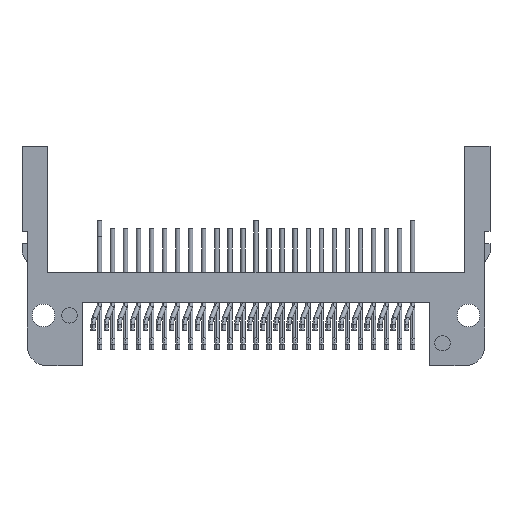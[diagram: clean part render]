
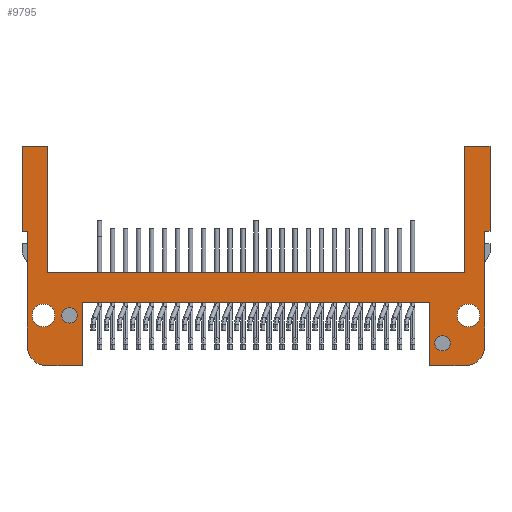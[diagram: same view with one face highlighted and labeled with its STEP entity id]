
A CAD part, front view. The second image highlights one B-rep face of the part: STEP entity #9795.
In plain terms, the highlighted planar face has unit normal (0, -1, 0).
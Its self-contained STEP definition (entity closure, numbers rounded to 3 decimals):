
#72=DIRECTION('',(0.,0.,-1.));
#73=VECTOR('',#72,6.198);
#74=CARTESIAN_POINT('',(-16.891,-2.502,-2.896));
#75=LINE('',#74,#73);
#76=DIRECTION('',(-1.,0.,0.));
#77=VECTOR('',#76,3.48);
#78=CARTESIAN_POINT('',(-16.891,-2.502,-9.093));
#79=LINE('',#78,#77);
#80=CARTESIAN_POINT('',(-20.371,-2.502,-7.188));
#81=DIRECTION('',(0.,1.,0.));
#82=DIRECTION('',(0.,0.,-1.));
#83=AXIS2_PLACEMENT_3D('',#80,#81,#82);
#85=DIRECTION('',(0.,0.,1.));
#86=VECTOR('',#85,11.176);
#87=CARTESIAN_POINT('',(-22.276,-2.502,-7.188));
#88=LINE('',#87,#86);
#89=DIRECTION('',(-1.,0.,0.));
#90=VECTOR('',#89,0.508);
#91=CARTESIAN_POINT('',(-22.276,-2.502,3.988));
#92=LINE('',#91,#90);
#93=DIRECTION('',(0.,0.,1.));
#94=VECTOR('',#93,8.28);
#95=CARTESIAN_POINT('',(-22.784,-2.502,3.988));
#96=LINE('',#95,#94);
#97=DIRECTION('',(1.,0.,0.));
#98=VECTOR('',#97,2.527);
#99=CARTESIAN_POINT('',(-22.784,-2.502,12.268));
#100=LINE('',#99,#98);
#101=DIRECTION('',(0.,0.,-1.));
#102=VECTOR('',#101,12.268);
#103=CARTESIAN_POINT('',(-20.257,-2.502,12.268));
#104=LINE('',#103,#102);
#105=DIRECTION('',(1.,0.,0.));
#106=VECTOR('',#105,40.513);
#107=CARTESIAN_POINT('',(-20.257,-2.502,0.));
#108=LINE('',#107,#106);
#109=DIRECTION('',(0.,0.,1.));
#110=VECTOR('',#109,12.268);
#111=CARTESIAN_POINT('',(20.257,-2.502,0.));
#112=LINE('',#111,#110);
#113=DIRECTION('',(1.,0.,0.));
#114=VECTOR('',#113,2.527);
#115=CARTESIAN_POINT('',(20.257,-2.502,12.268));
#116=LINE('',#115,#114);
#117=DIRECTION('',(0.,0.,-1.));
#118=VECTOR('',#117,8.28);
#119=CARTESIAN_POINT('',(22.784,-2.502,12.268));
#120=LINE('',#119,#118);
#121=DIRECTION('',(-1.,0.,0.));
#122=VECTOR('',#121,0.508);
#123=CARTESIAN_POINT('',(22.784,-2.502,3.988));
#124=LINE('',#123,#122);
#125=DIRECTION('',(0.,0.,-1.));
#126=VECTOR('',#125,11.176);
#127=CARTESIAN_POINT('',(22.276,-2.502,3.988));
#128=LINE('',#127,#126);
#129=CARTESIAN_POINT('',(20.371,-2.502,-7.188));
#130=DIRECTION('',(0.,1.,0.));
#131=DIRECTION('',(1.,0.,0.));
#132=AXIS2_PLACEMENT_3D('',#129,#130,#131);
#134=DIRECTION('',(-1.,0.,0.));
#135=VECTOR('',#134,3.48);
#136=CARTESIAN_POINT('',(20.371,-2.502,-9.093));
#137=LINE('',#136,#135);
#138=DIRECTION('',(0.,0.,1.));
#139=VECTOR('',#138,6.198);
#140=CARTESIAN_POINT('',(16.891,-2.502,-9.093));
#141=LINE('',#140,#139);
#142=DIRECTION('',(-1.,0.,0.));
#143=VECTOR('',#142,33.782);
#144=CARTESIAN_POINT('',(16.891,-2.502,-2.896));
#145=LINE('',#144,#143);
#146=CARTESIAN_POINT('',(-20.688,-2.502,-4.191));
#147=DIRECTION('',(0.,1.,0.));
#148=DIRECTION('',(1.,0.,0.));
#149=AXIS2_PLACEMENT_3D('',#146,#147,#148);
#151=CARTESIAN_POINT('',(-20.688,-2.502,-4.191));
#152=DIRECTION('',(0.,1.,0.));
#153=DIRECTION('',(-1.,0.,0.));
#154=AXIS2_PLACEMENT_3D('',#151,#152,#153);
#156=CARTESIAN_POINT('',(20.688,-2.502,-4.191));
#157=DIRECTION('',(0.,1.,0.));
#158=DIRECTION('',(1.,0.,0.));
#159=AXIS2_PLACEMENT_3D('',#156,#157,#158);
#161=CARTESIAN_POINT('',(20.688,-2.502,-4.191));
#162=DIRECTION('',(0.,1.,0.));
#163=DIRECTION('',(-1.,0.,0.));
#164=AXIS2_PLACEMENT_3D('',#161,#162,#163);
#166=CARTESIAN_POINT('',(-18.161,-2.502,-4.191));
#167=DIRECTION('',(0.,-1.,0.));
#168=DIRECTION('',(1.,0.,0.));
#169=AXIS2_PLACEMENT_3D('',#166,#167,#168);
#171=CARTESIAN_POINT('',(-18.161,-2.502,-4.191));
#172=DIRECTION('',(0.,-1.,0.));
#173=DIRECTION('',(-1.,0.,0.));
#174=AXIS2_PLACEMENT_3D('',#171,#172,#173);
#176=CARTESIAN_POINT('',(18.161,-2.502,-6.909));
#177=DIRECTION('',(0.,-1.,0.));
#178=DIRECTION('',(1.,0.,0.));
#179=AXIS2_PLACEMENT_3D('',#176,#177,#178);
#181=CARTESIAN_POINT('',(18.161,-2.502,-6.909));
#182=DIRECTION('',(0.,-1.,0.));
#183=DIRECTION('',(-1.,0.,0.));
#184=AXIS2_PLACEMENT_3D('',#181,#182,#183);
#7708=CARTESIAN_POINT('',(-16.891,-2.502,-2.896));
#7709=CARTESIAN_POINT('',(-16.891,-2.502,-9.093));
#7710=VERTEX_POINT('',#7708);
#7711=VERTEX_POINT('',#7709);
#7712=CARTESIAN_POINT('',(-20.371,-2.502,-9.093));
#7713=VERTEX_POINT('',#7712);
#7714=CARTESIAN_POINT('',(-22.276,-2.502,-7.188));
#7715=VERTEX_POINT('',#7714);
#7716=CARTESIAN_POINT('',(-22.276,-2.502,3.988));
#7717=VERTEX_POINT('',#7716);
#7718=CARTESIAN_POINT('',(-22.784,-2.502,3.988));
#7719=VERTEX_POINT('',#7718);
#7720=CARTESIAN_POINT('',(-22.784,-2.502,12.268));
#7721=VERTEX_POINT('',#7720);
#7722=CARTESIAN_POINT('',(-20.257,-2.502,12.268));
#7723=VERTEX_POINT('',#7722);
#7724=CARTESIAN_POINT('',(-20.257,-2.502,0.));
#7725=VERTEX_POINT('',#7724);
#7726=CARTESIAN_POINT('',(20.257,-2.502,0.));
#7727=VERTEX_POINT('',#7726);
#7728=CARTESIAN_POINT('',(20.257,-2.502,12.268));
#7729=VERTEX_POINT('',#7728);
#7730=CARTESIAN_POINT('',(22.784,-2.502,12.268));
#7731=VERTEX_POINT('',#7730);
#7732=CARTESIAN_POINT('',(22.784,-2.502,3.988));
#7733=VERTEX_POINT('',#7732);
#7734=CARTESIAN_POINT('',(22.276,-2.502,3.988));
#7735=VERTEX_POINT('',#7734);
#7736=CARTESIAN_POINT('',(22.276,-2.502,-7.188));
#7737=VERTEX_POINT('',#7736);
#7738=CARTESIAN_POINT('',(20.371,-2.502,-9.093));
#7739=VERTEX_POINT('',#7738);
#7740=CARTESIAN_POINT('',(16.891,-2.502,-9.093));
#7741=VERTEX_POINT('',#7740);
#7742=CARTESIAN_POINT('',(16.891,-2.502,-2.896));
#7743=VERTEX_POINT('',#7742);
#7800=CARTESIAN_POINT('',(-19.583,-2.502,-4.191));
#7801=CARTESIAN_POINT('',(-21.793,-2.502,-4.191));
#7802=VERTEX_POINT('',#7800);
#7803=VERTEX_POINT('',#7801);
#7804=CARTESIAN_POINT('',(21.793,-2.502,-4.191));
#7805=CARTESIAN_POINT('',(19.583,-2.502,-4.191));
#7806=VERTEX_POINT('',#7804);
#7807=VERTEX_POINT('',#7805);
#7932=CARTESIAN_POINT('',(-17.412,-2.502,-4.191));
#7933=CARTESIAN_POINT('',(-18.91,-2.502,-4.191));
#7934=VERTEX_POINT('',#7932);
#7935=VERTEX_POINT('',#7933);
#7936=CARTESIAN_POINT('',(18.91,-2.502,-6.909));
#7937=CARTESIAN_POINT('',(17.412,-2.502,-6.909));
#7938=VERTEX_POINT('',#7936);
#7939=VERTEX_POINT('',#7937);
#9728=CARTESIAN_POINT('',(0.,-2.502,0.));
#9729=DIRECTION('',(0.,1.,0.));
#9730=DIRECTION('',(1.,0.,0.));
#9731=AXIS2_PLACEMENT_3D('',#9728,#9729,#9730);
#9732=PLANE('',#9731);
#9734=ORIENTED_EDGE('',*,*,#9733,.T.);
#9736=ORIENTED_EDGE('',*,*,#9735,.T.);
#9738=ORIENTED_EDGE('',*,*,#9737,.T.);
#9740=ORIENTED_EDGE('',*,*,#9739,.T.);
#9742=ORIENTED_EDGE('',*,*,#9741,.T.);
#9744=ORIENTED_EDGE('',*,*,#9743,.T.);
#9746=ORIENTED_EDGE('',*,*,#9745,.T.);
#9748=ORIENTED_EDGE('',*,*,#9747,.T.);
#9750=ORIENTED_EDGE('',*,*,#9749,.T.);
#9752=ORIENTED_EDGE('',*,*,#9751,.T.);
#9754=ORIENTED_EDGE('',*,*,#9753,.T.);
#9756=ORIENTED_EDGE('',*,*,#9755,.T.);
#9758=ORIENTED_EDGE('',*,*,#9757,.T.);
#9760=ORIENTED_EDGE('',*,*,#9759,.T.);
#9762=ORIENTED_EDGE('',*,*,#9761,.T.);
#9764=ORIENTED_EDGE('',*,*,#9763,.T.);
#9766=ORIENTED_EDGE('',*,*,#9765,.T.);
#9768=ORIENTED_EDGE('',*,*,#9767,.T.);
#9769=EDGE_LOOP('',(#9734,#9736,#9738,#9740,#9742,#9744,#9746,#9748,#9750,#9752,
#9754,#9756,#9758,#9760,#9762,#9764,#9766,#9768));
#9770=FACE_OUTER_BOUND('',#9769,.F.);
#9772=ORIENTED_EDGE('',*,*,#9771,.F.);
#9774=ORIENTED_EDGE('',*,*,#9773,.F.);
#9775=EDGE_LOOP('',(#9772,#9774));
#9776=FACE_BOUND('',#9775,.F.);
#9778=ORIENTED_EDGE('',*,*,#9777,.F.);
#9780=ORIENTED_EDGE('',*,*,#9779,.F.);
#9781=EDGE_LOOP('',(#9778,#9780));
#9782=FACE_BOUND('',#9781,.F.);
#9784=ORIENTED_EDGE('',*,*,#9783,.T.);
#9786=ORIENTED_EDGE('',*,*,#9785,.T.);
#9787=EDGE_LOOP('',(#9784,#9786));
#9788=FACE_BOUND('',#9787,.F.);
#9790=ORIENTED_EDGE('',*,*,#9789,.T.);
#9792=ORIENTED_EDGE('',*,*,#9791,.T.);
#9793=EDGE_LOOP('',(#9790,#9792));
#9794=FACE_BOUND('',#9793,.F.);
#9795=ADVANCED_FACE('',(#9770,#9776,#9782,#9788,#9794),#9732,.F.);
#84=CIRCLE('',#83,1.905);
#133=CIRCLE('',#132,1.905);
#150=CIRCLE('',#149,1.105);
#155=CIRCLE('',#154,1.105);
#160=CIRCLE('',#159,1.105);
#165=CIRCLE('',#164,1.105);
#170=CIRCLE('',#169,0.749);
#175=CIRCLE('',#174,0.749);
#180=CIRCLE('',#179,0.749);
#185=CIRCLE('',#184,0.749);
#9733=EDGE_CURVE('',#7710,#7711,#75,.T.);
#9735=EDGE_CURVE('',#7711,#7713,#79,.T.);
#9737=EDGE_CURVE('',#7713,#7715,#84,.T.);
#9739=EDGE_CURVE('',#7715,#7717,#88,.T.);
#9741=EDGE_CURVE('',#7717,#7719,#92,.T.);
#9743=EDGE_CURVE('',#7719,#7721,#96,.T.);
#9745=EDGE_CURVE('',#7721,#7723,#100,.T.);
#9747=EDGE_CURVE('',#7723,#7725,#104,.T.);
#9749=EDGE_CURVE('',#7725,#7727,#108,.T.);
#9751=EDGE_CURVE('',#7727,#7729,#112,.T.);
#9753=EDGE_CURVE('',#7729,#7731,#116,.T.);
#9755=EDGE_CURVE('',#7731,#7733,#120,.T.);
#9757=EDGE_CURVE('',#7733,#7735,#124,.T.);
#9759=EDGE_CURVE('',#7735,#7737,#128,.T.);
#9761=EDGE_CURVE('',#7737,#7739,#133,.T.);
#9763=EDGE_CURVE('',#7739,#7741,#137,.T.);
#9765=EDGE_CURVE('',#7741,#7743,#141,.T.);
#9767=EDGE_CURVE('',#7743,#7710,#145,.T.);
#9771=EDGE_CURVE('',#7802,#7803,#150,.T.);
#9773=EDGE_CURVE('',#7803,#7802,#155,.T.);
#9777=EDGE_CURVE('',#7806,#7807,#160,.T.);
#9779=EDGE_CURVE('',#7807,#7806,#165,.T.);
#9783=EDGE_CURVE('',#7934,#7935,#170,.T.);
#9785=EDGE_CURVE('',#7935,#7934,#175,.T.);
#9789=EDGE_CURVE('',#7938,#7939,#180,.T.);
#9791=EDGE_CURVE('',#7939,#7938,#185,.T.);
